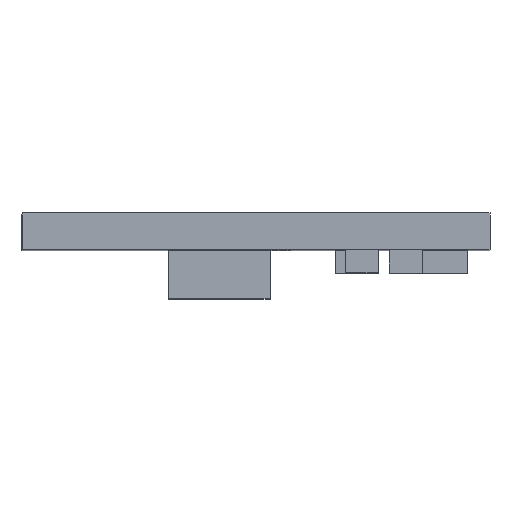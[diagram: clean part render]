
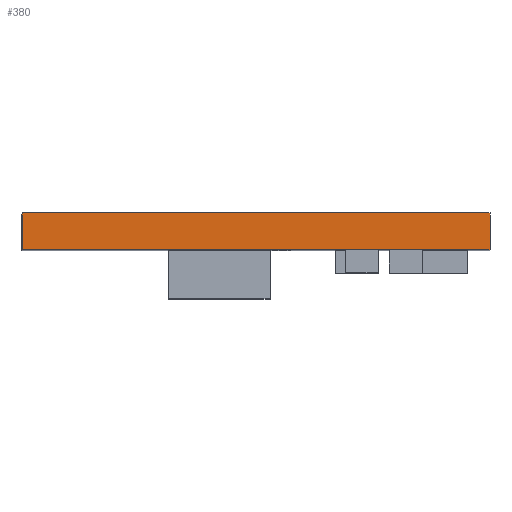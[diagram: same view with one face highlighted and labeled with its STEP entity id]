
A CAD part, top view. The second image highlights one B-rep face of the part: STEP entity #380.
In plain terms, the highlighted planar face has unit normal (0, 0, 1).
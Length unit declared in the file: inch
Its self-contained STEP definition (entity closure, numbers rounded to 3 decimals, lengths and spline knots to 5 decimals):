
#89 = ORIENTED_EDGE ( 'NONE', *, *, #507, .F. ) ;
#98 = LINE ( 'NONE', #1707, #701 ) ;
#151 = ORIENTED_EDGE ( 'NONE', *, *, #519, .T. ) ;
#183 = LINE ( 'NONE', #1020, #1354 ) ;
#186 = LINE ( 'NONE', #796, #1362 ) ;
#189 = LINE ( 'NONE', #802, #1367 ) ;
#206 = ORIENTED_EDGE ( 'NONE', *, *, #442, .T. ) ;
#244 = FACE_OUTER_BOUND ( 'NONE', #1144, .T. ) ;
#317 = ORIENTED_EDGE ( 'NONE', *, *, #510, .F. ) ;
#380 = ADVANCED_FACE ( 'NONE', ( #244 ), #1844, .F. ) ;
#442 = EDGE_CURVE ( 'NONE', #1082, #1080, #98, .T. ) ;
#507 = EDGE_CURVE ( 'NONE', #1103, #1100, #189, .T. ) ;
#510 = EDGE_CURVE ( 'NONE', #1100, #1080, #186, .T. ) ;
#519 = EDGE_CURVE ( 'NONE', #1103, #1082, #183, .T. ) ;
#701 = VECTOR ( 'NONE', #1705, 39.37008 ) ;
#770 = AXIS2_PLACEMENT_3D ( 'NONE', #1843, #1842, #1841 ) ;
#796 = CARTESIAN_POINT ( 'NONE',  ( 0.4, 0.03125, 0.5 ) ) ;
#801 = DIRECTION ( 'NONE',  ( 1., 0., 0. ) ) ;
#802 = CARTESIAN_POINT ( 'NONE',  ( -0.4, 0.03125, 0.5 ) ) ;
#883 = CARTESIAN_POINT ( 'NONE',  ( -0.4, 0.03125, 0.5 ) ) ;
#886 = CARTESIAN_POINT ( 'NONE',  ( 0.4, 0.03125, 0.5 ) ) ;
#909 = CARTESIAN_POINT ( 'NONE',  ( -0.4, -0.03125, 0.5 ) ) ;
#912 = CARTESIAN_POINT ( 'NONE',  ( 0.4, -0.03125, 0.5 ) ) ;
#1019 = DIRECTION ( 'NONE',  ( 0., -1., 0. ) ) ;
#1020 = CARTESIAN_POINT ( 'NONE',  ( -0.4, 0.03125, 0.5 ) ) ;
#1074 = DIRECTION ( 'NONE',  ( 0., -1., 0. ) ) ;
#1080 = VERTEX_POINT ( 'NONE', #912 ) ;
#1082 = VERTEX_POINT ( 'NONE', #909 ) ;
#1100 = VERTEX_POINT ( 'NONE', #886 ) ;
#1103 = VERTEX_POINT ( 'NONE', #883 ) ;
#1144 = EDGE_LOOP ( 'NONE', ( #206, #317, #89, #151 ) ) ;
#1354 = VECTOR ( 'NONE', #1019, 39.37008 ) ;
#1362 = VECTOR ( 'NONE', #1074, 39.37008 ) ;
#1367 = VECTOR ( 'NONE', #801, 39.37008 ) ;
#1705 = DIRECTION ( 'NONE',  ( 1., 0., 0. ) ) ;
#1707 = CARTESIAN_POINT ( 'NONE',  ( -0.4, -0.03125, 0.5 ) ) ;
#1841 = DIRECTION ( 'NONE',  ( -1., 0., 0. ) ) ;
#1842 = DIRECTION ( 'NONE',  ( 0., 0., -1. ) ) ;
#1843 = CARTESIAN_POINT ( 'NONE',  ( -0.4, 0.03125, 0.5 ) ) ;
#1844 = PLANE ( 'NONE',  #770 ) ;
